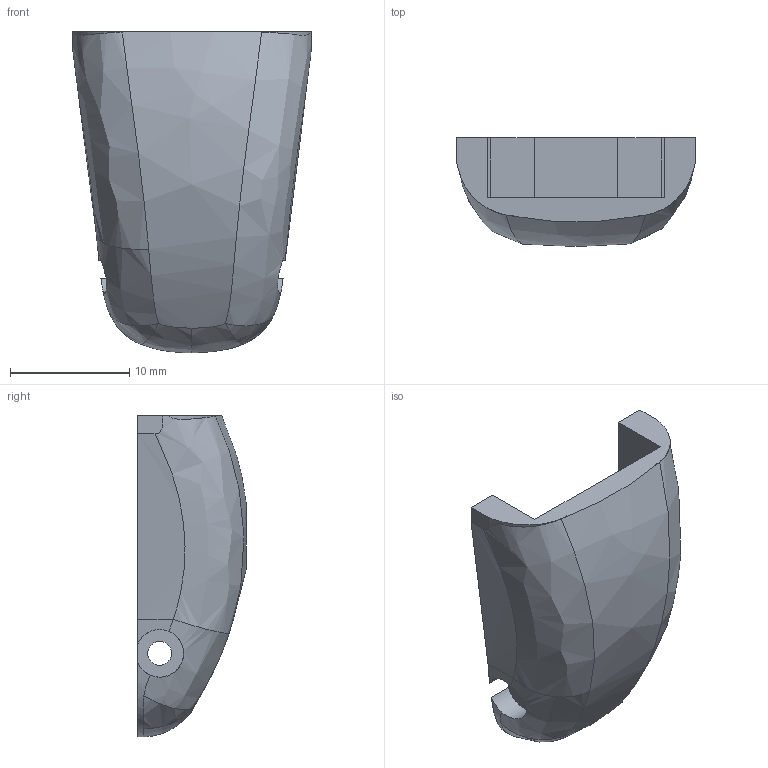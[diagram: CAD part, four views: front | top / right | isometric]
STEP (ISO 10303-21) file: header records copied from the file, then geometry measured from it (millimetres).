
FILE_DESCRIPTION(/* description */ (''),/* implementation_level */ '2;1');
FILE_NAME(/* name */ 'Tip.step',/* time_stamp */ '2019-01-12T21:19:36+01:00',/* author */ (''),/* organization */ (''),/* preprocessor_version */ 'ST-DEVELOPER v17.2',/* originating_system */ 'Autodesk Translation Framework v7.6.0.251',/* authorisation */ '');
FILE_SCHEMA (('AUTOMOTIVE_DESIGN { 1 0 10303 214 3 1 1 }'));
Length unit declared in the file: millimetre
Products named in the file (1): FusionComponent
Bounding box: 20 x 9.11 x 26.96 mm (x, y, z)
Volume: 1671.7 mm3; surface area: 1620.5 mm2
Topology: 1 solids, 1 shells, 41 faces, 115 edges, 74 vertices
Faces by surface type: plane 18, bspline 13, torus 4, cylinder 4, sphere 2
Full cylindrical faces by diameter (mm): 2 x2
Entity records: 2108 total; most frequent: CARTESIAN_POINT 1140, ORIENTED_EDGE 226, DIRECTION 137, EDGE_CURVE 113, VERTEX_POINT 74, LINE 53, VECTOR 53, B_SPLINE_CURVE_WITH_KNOTS 47
